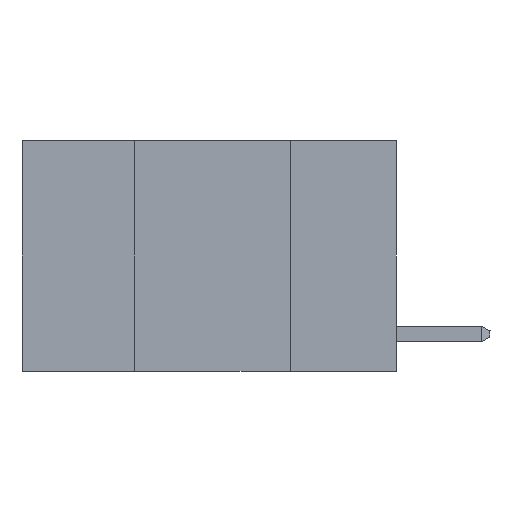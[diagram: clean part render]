
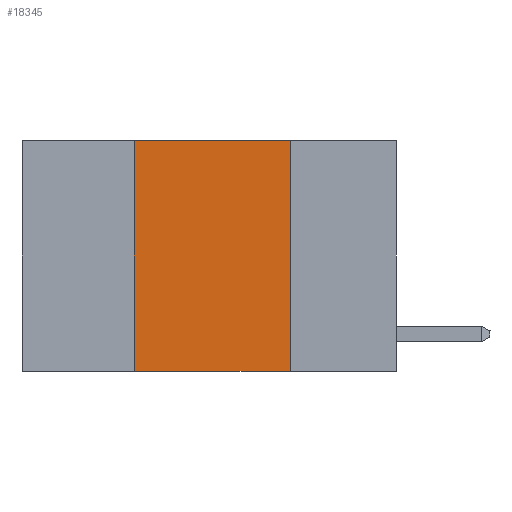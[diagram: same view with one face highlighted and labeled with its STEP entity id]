
A CAD part, left-side view. The second image highlights one B-rep face of the part: STEP entity #18345.
In plain terms, the highlighted planar face has unit normal (-1, 0, 0).
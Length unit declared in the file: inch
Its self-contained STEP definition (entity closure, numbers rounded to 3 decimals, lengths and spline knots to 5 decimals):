
#828 = VECTOR ( 'NONE', #8097, 39.37008 ) ;
#1716 = ORIENTED_EDGE ( 'NONE', *, *, #15336, .F. ) ;
#2164 = CARTESIAN_POINT ( 'NONE',  ( 0., 0.6, 0. ) ) ;
#2980 = CARTESIAN_POINT ( 'NONE',  ( 0., 0.42, 0. ) ) ;
#3496 = DIRECTION ( 'NONE',  ( 0., 0., 1. ) ) ;
#3907 = LINE ( 'NONE', #2164, #828 ) ;
#4572 = DIRECTION ( 'NONE',  ( 0., 0., -1. ) ) ;
#4838 = CARTESIAN_POINT ( 'NONE',  ( 0., 0.6, -0.37 ) ) ;
#4948 = VECTOR ( 'NONE', #12168, 39.37008 ) ;
#5171 = VERTEX_POINT ( 'NONE', #12257 ) ;
#5247 = CARTESIAN_POINT ( 'NONE',  ( 0., 0.17, -0.37 ) ) ;
#6009 = VECTOR ( 'NONE', #3496, 39.37008 ) ;
#6143 = EDGE_CURVE ( 'NONE', #8611, #6728, #3907, .T. ) ;
#6474 = VERTEX_POINT ( 'NONE', #5247 ) ;
#6510 = CARTESIAN_POINT ( 'NONE',  ( 0., 0.42, 0. ) ) ;
#6603 = ORIENTED_EDGE ( 'NONE', *, *, #7651, .F. ) ;
#6629 = EDGE_LOOP ( 'NONE', ( #6603, #14775, #1716, #11290 ) ) ;
#6728 = VERTEX_POINT ( 'NONE', #13203 ) ;
#7501 = CARTESIAN_POINT ( 'NONE',  ( 0., 0.6, 0. ) ) ;
#7651 = EDGE_CURVE ( 'NONE', #6728, #6474, #7986, .T. ) ;
#7986 = LINE ( 'NONE', #9271, #4948 ) ;
#8097 = DIRECTION ( 'NONE',  ( 0., -1., 0. ) ) ;
#8611 = VERTEX_POINT ( 'NONE', #2980 ) ;
#9271 = CARTESIAN_POINT ( 'NONE',  ( 0., 0.17, 0. ) ) ;
#9726 = LINE ( 'NONE', #6510, #6009 ) ;
#11228 = EDGE_CURVE ( 'NONE', #5171, #6474, #15311, .T. ) ;
#11290 = ORIENTED_EDGE ( 'NONE', *, *, #11228, .T. ) ;
#12146 = VECTOR ( 'NONE', #13774, 39.37008 ) ;
#12168 = DIRECTION ( 'NONE',  ( 0., 0., -1. ) ) ;
#12257 = CARTESIAN_POINT ( 'NONE',  ( 0., 0.42, -0.37 ) ) ;
#13203 = CARTESIAN_POINT ( 'NONE',  ( 0., 0.17, 0. ) ) ;
#13774 = DIRECTION ( 'NONE',  ( 0., -1., 0. ) ) ;
#14775 = ORIENTED_EDGE ( 'NONE', *, *, #6143, .F. ) ;
#14861 = FACE_OUTER_BOUND ( 'NONE', #6629, .T. ) ;
#15311 = LINE ( 'NONE', #4838, #12146 ) ;
#15336 = EDGE_CURVE ( 'NONE', #5171, #8611, #9726, .T. ) ;
#16114 = PLANE ( 'NONE',  #18109 ) ;
#17848 = DIRECTION ( 'NONE',  ( 1., 0., 0. ) ) ;
#18109 = AXIS2_PLACEMENT_3D ( 'NONE', #7501, #17848, #4572 ) ;
#18345 = ADVANCED_FACE ( 'NONE', ( #14861 ), #16114, .F. ) ;
